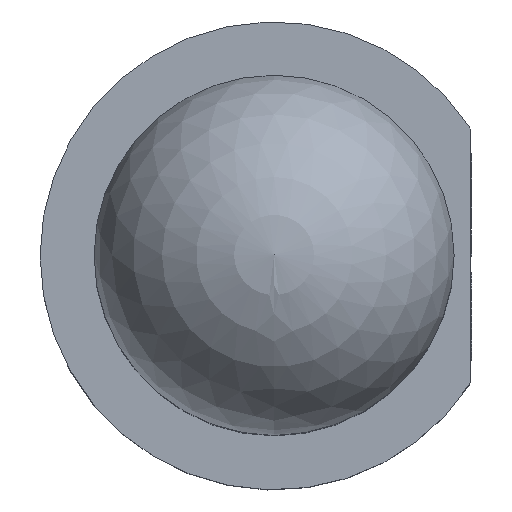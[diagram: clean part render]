
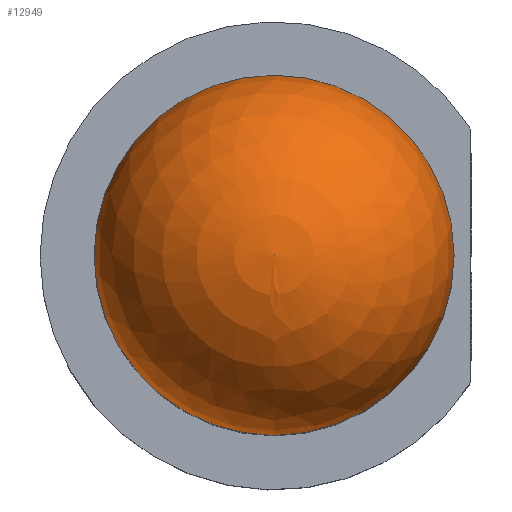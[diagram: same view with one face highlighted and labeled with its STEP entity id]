
A CAD part, top view. The second image highlights one B-rep face of the part: STEP entity #12949.
In plain terms, the highlighted spherical face has radius 1.5 mm.
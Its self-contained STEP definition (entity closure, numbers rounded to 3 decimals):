
#250 = AXIS2_PLACEMENT_3D ( 'NONE', #1094, #4142, #891 ) ;
#891 = DIRECTION ( 'NONE',  ( 0., -1., 0. ) ) ;
#1094 = CARTESIAN_POINT ( 'NONE',  ( 0., 0., 4.05 ) ) ;
#2336 = VERTEX_POINT ( 'NONE', #5097 ) ;
#2608 = CARTESIAN_POINT ( 'NONE',  ( 0., -1.5, 4.05 ) ) ;
#2995 = FACE_OUTER_BOUND ( 'NONE', #7953, .T. ) ;
#3059 = SPHERICAL_SURFACE ( 'NONE', #250, 1.5 ) ;
#3894 = CIRCLE ( 'NONE', #11814, 1.5 ) ;
#3916 = ORIENTED_EDGE ( 'NONE', *, *, #7813, .F. ) ;
#4142 = DIRECTION ( 'NONE',  ( 0., 0., -1. ) ) ;
#4482 = DIRECTION ( 'NONE',  ( 0., 1., 0. ) ) ;
#5097 = CARTESIAN_POINT ( 'NONE',  ( 0., 1.5, 4.05 ) ) ;
#6325 = DIRECTION ( 'NONE',  ( 0., 1., 0. ) ) ;
#6334 = DIRECTION ( 'NONE',  ( 0., 0., -1. ) ) ;
#7277 = CARTESIAN_POINT ( 'NONE',  ( 0., 0., 4.05 ) ) ;
#7813 = EDGE_CURVE ( 'NONE', #2336, #13178, #3894, .T. ) ;
#7885 = AXIS2_PLACEMENT_3D ( 'NONE', #9470, #8351, #6325 ) ;
#7953 = EDGE_LOOP ( 'NONE', ( #11006, #3916 ) ) ;
#8351 = DIRECTION ( 'NONE',  ( 0., 0., -1. ) ) ;
#9470 = CARTESIAN_POINT ( 'NONE',  ( 0., 0., 4.05 ) ) ;
#10241 = CIRCLE ( 'NONE', #7885, 1.5 ) ;
#11006 = ORIENTED_EDGE ( 'NONE', *, *, #12249, .F. ) ;
#11814 = AXIS2_PLACEMENT_3D ( 'NONE', #7277, #6334, #4482 ) ;
#12249 = EDGE_CURVE ( 'NONE', #13178, #2336, #10241, .T. ) ;
#12949 = ADVANCED_FACE ( 'NONE', ( #2995 ), #3059, .T. ) ;
#13178 = VERTEX_POINT ( 'NONE', #2608 ) ;
